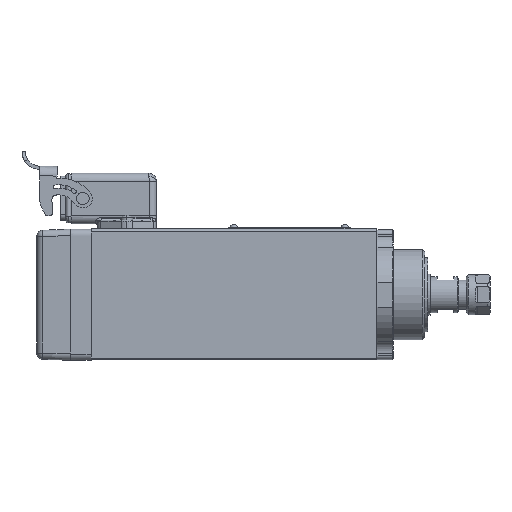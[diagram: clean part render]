
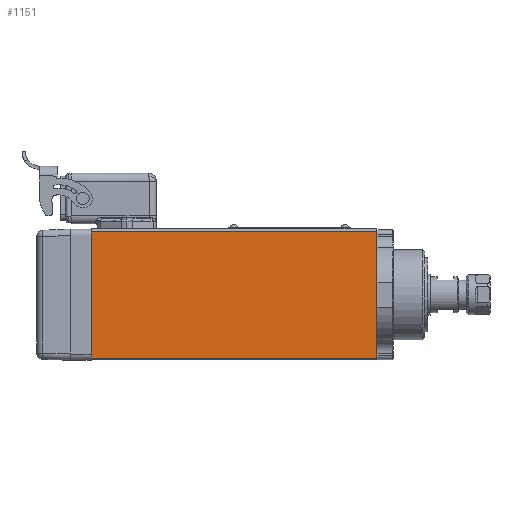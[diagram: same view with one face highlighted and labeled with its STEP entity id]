
A CAD part, left-side view. The second image highlights one B-rep face of the part: STEP entity #1151.
In plain terms, the highlighted planar face has unit normal (-1, 0, 0).
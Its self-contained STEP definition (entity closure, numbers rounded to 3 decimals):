
#601=CARTESIAN_POINT('',(-23.5,136.,29.449));
#602=VERTEX_POINT('',#601);
#603=CARTESIAN_POINT('',(-23.5,136.,-29.449));
#604=VERTEX_POINT('',#603);
#605=CARTESIAN_POINT('',(-23.5,136.,12313.75));
#606=DIRECTION('',(0.,0.,-1.));
#607=VECTOR('',#606,24690.);
#608=LINE('',#605,#607);
#609=EDGE_CURVE('',#602,#604,#608,.T.);
#1105=CARTESIAN_POINT('',(-23.5,165.657,-31.));
#1106=DIRECTION('',(1.,0.,0.));
#1107=DIRECTION('',(0.,0.,-1.));
#1108=AXIS2_PLACEMENT_3D('',#1105,#1106,#1107);
#1109=PLANE('',#1108);
#1110=CARTESIAN_POINT('',(-23.5,-0.,30.158));
#1111=VERTEX_POINT('',#1110);
#1112=CARTESIAN_POINT('',(-23.5,136.,30.158));
#1113=VERTEX_POINT('',#1112);
#1114=CARTESIAN_POINT('',(-23.5,-12209.,30.158));
#1115=DIRECTION('',(-0.,1.,-0.));
#1116=VECTOR('',#1115,24690.);
#1117=LINE('',#1114,#1116);
#1118=EDGE_CURVE('',#1111,#1113,#1117,.T.);
#1119=ORIENTED_EDGE('',*,*,#1118,.T.);
#1120=CARTESIAN_POINT('',(-23.5,136.,12313.75));
#1121=DIRECTION('',(-0.,-0.,-1.));
#1122=VECTOR('',#1121,24690.);
#1123=LINE('',#1120,#1122);
#1124=EDGE_CURVE('',#1113,#602,#1123,.T.);
#1125=ORIENTED_EDGE('',*,*,#1124,.T.);
#1126=ORIENTED_EDGE('',*,*,#609,.T.);
#1127=CARTESIAN_POINT('',(-23.5,136.,-30.158));
#1128=VERTEX_POINT('',#1127);
#1129=CARTESIAN_POINT('',(-23.5,136.,12313.75));
#1130=DIRECTION('',(-0.,-0.,-1.));
#1131=VECTOR('',#1130,24690.);
#1132=LINE('',#1129,#1131);
#1133=EDGE_CURVE('',#604,#1128,#1132,.T.);
#1134=ORIENTED_EDGE('',*,*,#1133,.T.);
#1135=CARTESIAN_POINT('',(-23.5,0.,-30.158));
#1136=VERTEX_POINT('',#1135);
#1137=CARTESIAN_POINT('',(-23.5,12481.,-30.158));
#1138=DIRECTION('',(0.,-1.,-0.));
#1139=VECTOR('',#1138,24690.);
#1140=LINE('',#1137,#1139);
#1141=EDGE_CURVE('',#1128,#1136,#1140,.T.);
#1142=ORIENTED_EDGE('',*,*,#1141,.T.);
#1143=CARTESIAN_POINT('',(-23.5,0.,-12349.75));
#1144=DIRECTION('',(-0.,-0.,1.));
#1145=VECTOR('',#1144,24690.);
#1146=LINE('',#1143,#1145);
#1147=EDGE_CURVE('',#1136,#1111,#1146,.T.);
#1148=ORIENTED_EDGE('',*,*,#1147,.T.);
#1149=EDGE_LOOP('',(#1119,#1125,#1126,#1134,#1142,#1148));
#1150=FACE_BOUND('',#1149,.T.);
#1151=ADVANCED_FACE('',(#1150),#1109,.F.);
